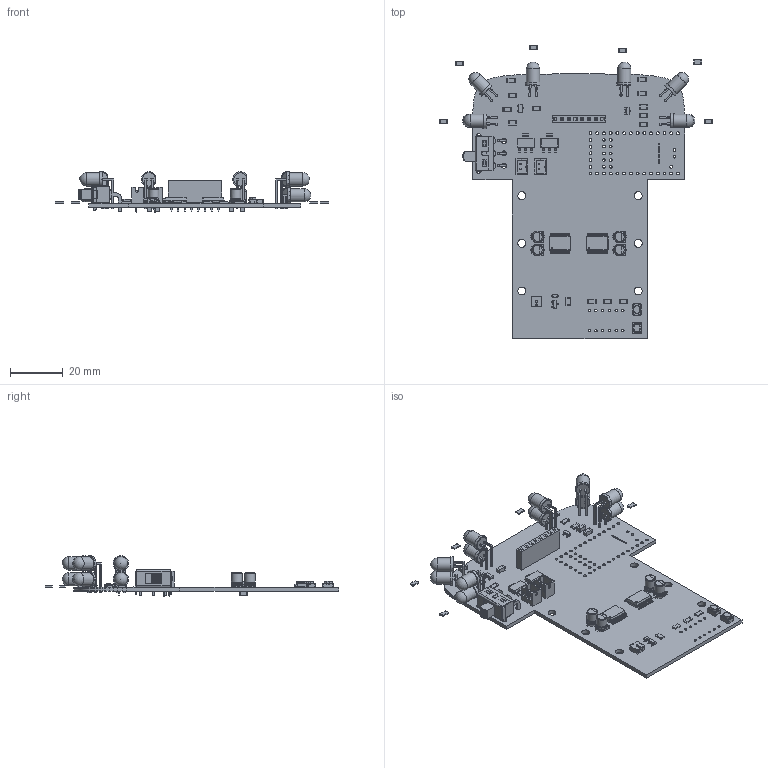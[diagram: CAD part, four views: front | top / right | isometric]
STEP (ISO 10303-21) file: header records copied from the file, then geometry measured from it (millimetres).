
FILE_DESCRIPTION(('KiCad electronic assembly'),'2;1');
FILE_NAME('Gmouse.step','2025-03-11T17:08:47',('Pcbnew'),('Kicad'), 'Open CASCADE STEP processor 7.8','KiCad to STEP converter','Unknown' );
FILE_SCHEMA(('AUTOMOTIVE_DESIGN { 1 0 10303 214 1 1 1 1 }'));
Length unit declared in the file: millimetre
Products named in the file (18): Gmouse 1; SOT-23; R_1206_3216Metric; PinSocket_1x08_P2.54mm_Vertical; JST_PH_B2B-PH-K_1x02_P2.00mm_Vertical; CP_Elec_4x5.4; LED_D5.0mm_Horizontal_O1.27mm_Z3.0mm_IRGrey; C_1206_3216Metric; LED_D5.0mm_Horizontal_O3.81mm_Z9.0mm; SSOP-24_5.3x8.2mm_P0.65mm; TL3365AF180QG; TL3365AF180QG--3DModel-STEP-520916; 500SSP1S1M6QEA; 500SSP1S1M6QEA--3DModel-STEP-520916; SMT-0440-T-R; SOT-223; D_SOD-323; Gmouse_PCB
Assembly tree (58 placements, depth 3):
  Gmouse 1
    SOT-23  x3
    R_1206_3216Metric  x16
    PinSocket_1x08_P2.54mm_Vertical
    JST_PH_B2B-PH-K_1x02_P2.00mm_Vertical  x2
    CP_Elec_4x5.4  x4
    LED_D5.0mm_Horizontal_O1.27mm_Z3.0mm_IRGrey  x6
    C_1206_3216Metric  x8
    LED_D5.0mm_Horizontal_O3.81mm_Z9.0mm  x6
    SSOP-24_5.3x8.2mm_P0.65mm  x2
    TL3365AF180QG  x2
      TL3365AF180QG--3DModel-STEP-520916
    500SSP1S1M6QEA
      500SSP1S1M6QEA--3DModel-STEP-520916
    SMT-0440-T-R
    SOT-223  x2
    D_SOD-323
    Gmouse_PCB
Bounding box: 103.2 x 110.8 x 15.3 mm (x, y, z)
Volume: 12827.9 mm3; surface area: 20069.8 mm2
Topology: 57 solids, 57 shells, 3830 faces, 9892 edges, 6216 vertices
Faces by surface type: plane 2555, cylinder 914, bspline 319, torus 16, sphere 12, cone 10, revolution 4
Full cylindrical faces by diameter (mm): 0.4 x2, 0.5 x10, 0.75 x4, 0.8 x2, 0.889 x12, 0.9 x24, 1 x20, 1.1 x34, 1.85 x5, 3 x7, 4 x8, 5 x12
Entity records: 66839 total; most frequent: CARTESIAN_POINT 11257, ORIENTED_EDGE 9780, DIRECTION 9137, EDGE_CURVE 4890, LINE 3890, VECTOR 3890, VERTEX_POINT 3107, AXIS2_PLACEMENT_3D 2623
